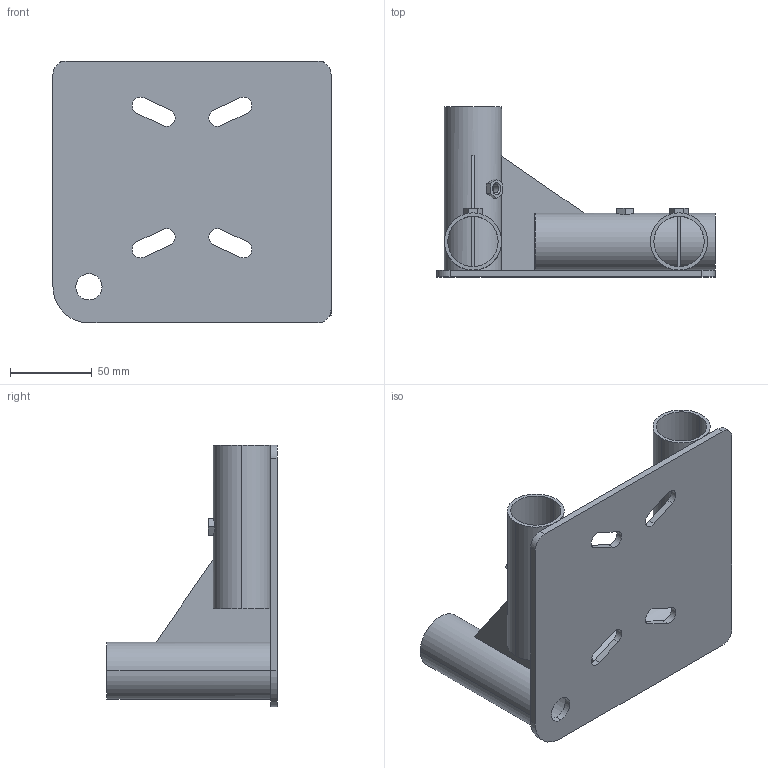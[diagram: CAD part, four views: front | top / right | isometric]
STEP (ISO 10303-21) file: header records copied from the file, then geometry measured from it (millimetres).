
FILE_DESCRIPTION((''),'2;1');
FILE_NAME('FH-1002R','2021-06-01T08:17:18',('Administrator'),(''),'CREO PARAMETRIC BY PTC INC, 2019224','CREO PARAMETRIC BY PTC INC, 2019224','');
FILE_SCHEMA(('CONFIG_CONTROL_DESIGN'));
Length unit declared in the file: millimetre
Products named in the file (1): FH-1002R
Bounding box: 170 x 104 x 160 mm (x, y, z)
Volume: 197831.4 mm3; surface area: 150006.8 mm2
Topology: 4 solids, 4 shells, 111 faces, 284 edges, 186 vertices
Faces by surface type: plane 65, cylinder 38, cone 8
Entity records: 3518 total; most frequent: CARTESIAN_POINT 710, ORIENTED_EDGE 568, DIRECTION 564, EDGE_CURVE 284, AXIS2_PLACEMENT_3D 196, VERTEX_POINT 186, VECTOR 172, LINE 172
